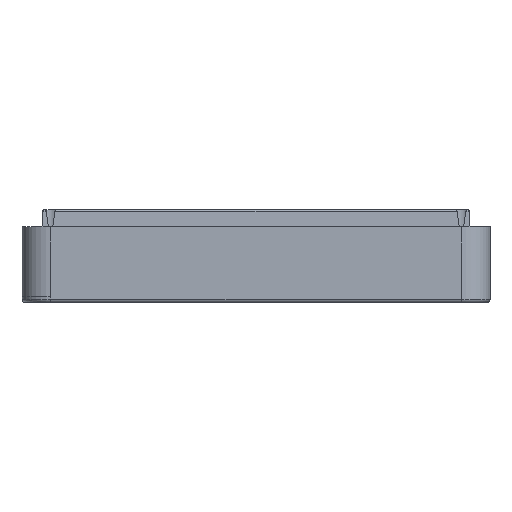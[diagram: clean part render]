
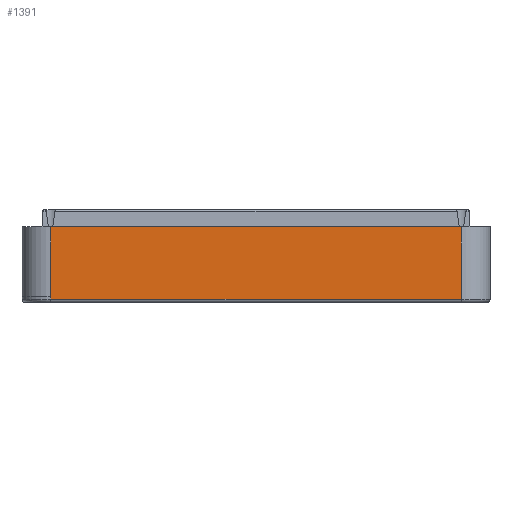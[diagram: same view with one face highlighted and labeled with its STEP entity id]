
A CAD part, front view. The second image highlights one B-rep face of the part: STEP entity #1391.
In plain terms, the highlighted planar face has unit normal (0, -1, 0).
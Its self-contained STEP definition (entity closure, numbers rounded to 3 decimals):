
#84 = CARTESIAN_POINT ( 'NONE',  ( -36., -74., 11.2 ) ) ;
#699 = EDGE_LOOP ( 'NONE', ( #23463, #12493, #8958, #7696, #12147, #19743 ) ) ;
#890 = VECTOR ( 'NONE', #20135, 1000. ) ;
#1346 = CARTESIAN_POINT ( 'NONE',  ( 36., -74., -1.5 ) ) ;
#1391 = ADVANCED_FACE ( 'NONE', ( #22953 ), #13639, .F. ) ;
#1689 = CARTESIAN_POINT ( 'NONE',  ( -36., -74., -0.978 ) ) ;
#1744 = DIRECTION ( 'NONE',  ( 0., 0., 1. ) ) ;
#1960 = VERTEX_POINT ( 'NONE', #13295 ) ;
#2061 = EDGE_CURVE ( 'NONE', #9197, #21981, #17998, .T. ) ;
#2865 = CARTESIAN_POINT ( 'NONE',  ( 0., -74., 11.2 ) ) ;
#3530 = DIRECTION ( 'NONE',  ( 0., 1., 0. ) ) ;
#5252 = DIRECTION ( 'NONE',  ( 0., 0., -1. ) ) ;
#6585 = CARTESIAN_POINT ( 'NONE',  ( 36., -74., -1.5 ) ) ;
#6657 = LINE ( 'NONE', #15847, #22549 ) ;
#6730 = EDGE_CURVE ( 'NONE', #7881, #21981, #22030, .T. ) ;
#7696 = ORIENTED_EDGE ( 'NONE', *, *, #6730, .F. ) ;
#7881 = VERTEX_POINT ( 'NONE', #84 ) ;
#8092 = CARTESIAN_POINT ( 'NONE',  ( -35.979, -74., -1.5 ) ) ;
#8209 = DIRECTION ( 'NONE',  ( 0., 0., 1. ) ) ;
#8854 = EDGE_CURVE ( 'NONE', #15403, #9197, #18872, .T. ) ;
#8958 = ORIENTED_EDGE ( 'NONE', *, *, #2061, .T. ) ;
#9188 = DIRECTION ( 'NONE',  ( 1., 0., 0. ) ) ;
#9197 = VERTEX_POINT ( 'NONE', #6585 ) ;
#9953 = VECTOR ( 'NONE', #17867, 1000. ) ;
#10491 = CARTESIAN_POINT ( 'NONE',  ( -41., -74., -0.978 ) ) ;
#12147 = ORIENTED_EDGE ( 'NONE', *, *, #15119, .T. ) ;
#12493 = ORIENTED_EDGE ( 'NONE', *, *, #8854, .T. ) ;
#12810 = LINE ( 'NONE', #14968, #17620 ) ;
#13295 = CARTESIAN_POINT ( 'NONE',  ( -35.979, -74., -0.978 ) ) ;
#13639 = PLANE ( 'NONE',  #14395 ) ;
#13922 = LINE ( 'NONE', #10491, #23356 ) ;
#14045 = CARTESIAN_POINT ( 'NONE',  ( 36., -74., -88.205 ) ) ;
#14395 = AXIS2_PLACEMENT_3D ( 'NONE', #19017, #3530, #1744 ) ;
#14968 = CARTESIAN_POINT ( 'NONE',  ( -36., -74., 11.2 ) ) ;
#15119 = EDGE_CURVE ( 'NONE', #7881, #22362, #12810, .T. ) ;
#15374 = EDGE_CURVE ( 'NONE', #15403, #1960, #6657, .T. ) ;
#15403 = VERTEX_POINT ( 'NONE', #8092 ) ;
#15434 = EDGE_CURVE ( 'NONE', #1960, #22362, #13922, .T. ) ;
#15847 = CARTESIAN_POINT ( 'NONE',  ( -35.979, -74., -88.205 ) ) ;
#16220 = DIRECTION ( 'NONE',  ( -1., 0., 0. ) ) ;
#17620 = VECTOR ( 'NONE', #5252, 1000. ) ;
#17867 = DIRECTION ( 'NONE',  ( 0., 0., 1. ) ) ;
#17998 = LINE ( 'NONE', #14045, #9953 ) ;
#18872 = LINE ( 'NONE', #1346, #24107 ) ;
#19017 = CARTESIAN_POINT ( 'NONE',  ( 36., -74., -88.205 ) ) ;
#19743 = ORIENTED_EDGE ( 'NONE', *, *, #15434, .F. ) ;
#20135 = DIRECTION ( 'NONE',  ( 1., 0., 0. ) ) ;
#21981 = VERTEX_POINT ( 'NONE', #22687 ) ;
#22030 = LINE ( 'NONE', #2865, #890 ) ;
#22362 = VERTEX_POINT ( 'NONE', #1689 ) ;
#22549 = VECTOR ( 'NONE', #8209, 1000. ) ;
#22687 = CARTESIAN_POINT ( 'NONE',  ( 36., -74., 11.2 ) ) ;
#22953 = FACE_OUTER_BOUND ( 'NONE', #699, .T. ) ;
#23356 = VECTOR ( 'NONE', #16220, 1000. ) ;
#23463 = ORIENTED_EDGE ( 'NONE', *, *, #15374, .F. ) ;
#24107 = VECTOR ( 'NONE', #9188, 1000. ) ;
